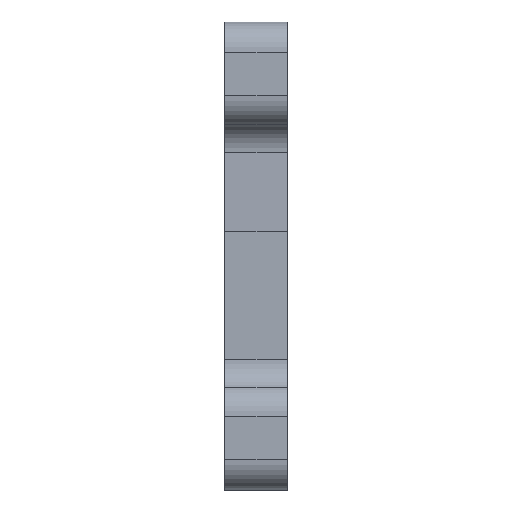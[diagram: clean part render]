
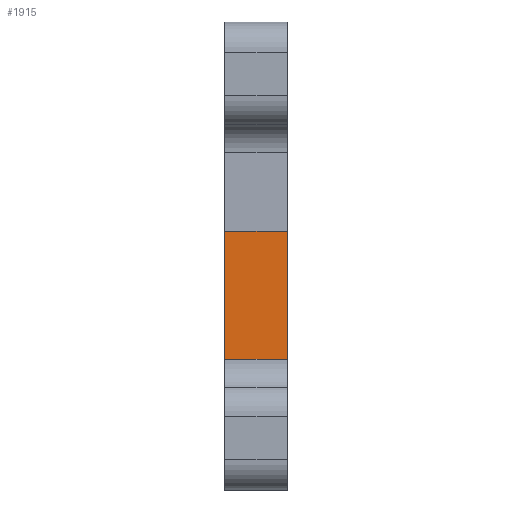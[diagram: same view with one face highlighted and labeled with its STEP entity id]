
A CAD part, left-side view. The second image highlights one B-rep face of the part: STEP entity #1915.
In plain terms, the highlighted planar face has unit normal (-1, 0, 0).
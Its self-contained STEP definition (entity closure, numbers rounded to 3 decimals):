
#98=PLANE('',#2151);
#177=FACE_OUTER_BOUND('',#308,.T.);
#308=EDGE_LOOP('',(#1558,#1559,#1560,#1561));
#402=LINE('',#2929,#522);
#480=LINE('',#3287,#600);
#481=LINE('',#3289,#601);
#482=LINE('',#3290,#602);
#522=VECTOR('',#2293,10.);
#600=VECTOR('',#2685,10.);
#601=VECTOR('',#2686,10.);
#602=VECTOR('',#2687,10.);
#813=VERTEX_POINT('',#2926);
#814=VERTEX_POINT('',#2928);
#937=VERTEX_POINT('',#3286);
#938=VERTEX_POINT('',#3288);
#1004=EDGE_CURVE('',#813,#814,#402,.T.);
#1182=EDGE_CURVE('',#937,#813,#480,.T.);
#1183=EDGE_CURVE('',#938,#937,#481,.T.);
#1184=EDGE_CURVE('',#938,#814,#482,.T.);
#1558=ORIENTED_EDGE('',*,*,#1004,.F.);
#1559=ORIENTED_EDGE('',*,*,#1182,.F.);
#1560=ORIENTED_EDGE('',*,*,#1183,.F.);
#1561=ORIENTED_EDGE('',*,*,#1184,.T.);
#1915=ADVANCED_FACE('',(#177),#98,.F.);
#2151=AXIS2_PLACEMENT_3D('',#3285,#2683,#2684);
#2293=DIRECTION('',(0.,0.,-1.));
#2683=DIRECTION('center_axis',(1.,0.,0.));
#2684=DIRECTION('ref_axis',(0.,0.,1.));
#2685=DIRECTION('',(0.,-1.,0.));
#2686=DIRECTION('',(0.,0.,1.));
#2687=DIRECTION('',(0.,-1.,0.));
#2926=CARTESIAN_POINT('',(-216.065,6.35,-42.7));
#2928=CARTESIAN_POINT('',(-216.065,6.35,-84.3));
#2929=CARTESIAN_POINT('',(-216.065,6.35,-67.55));
#3285=CARTESIAN_POINT('Origin',(-216.065,26.723,-84.3));
#3286=CARTESIAN_POINT('',(-216.065,26.723,-42.7));
#3287=CARTESIAN_POINT('',(-216.065,26.723,-42.7));
#3288=CARTESIAN_POINT('',(-216.065,26.723,-84.3));
#3289=CARTESIAN_POINT('',(-216.065,26.723,-67.55));
#3290=CARTESIAN_POINT('',(-216.065,26.723,-84.3));
